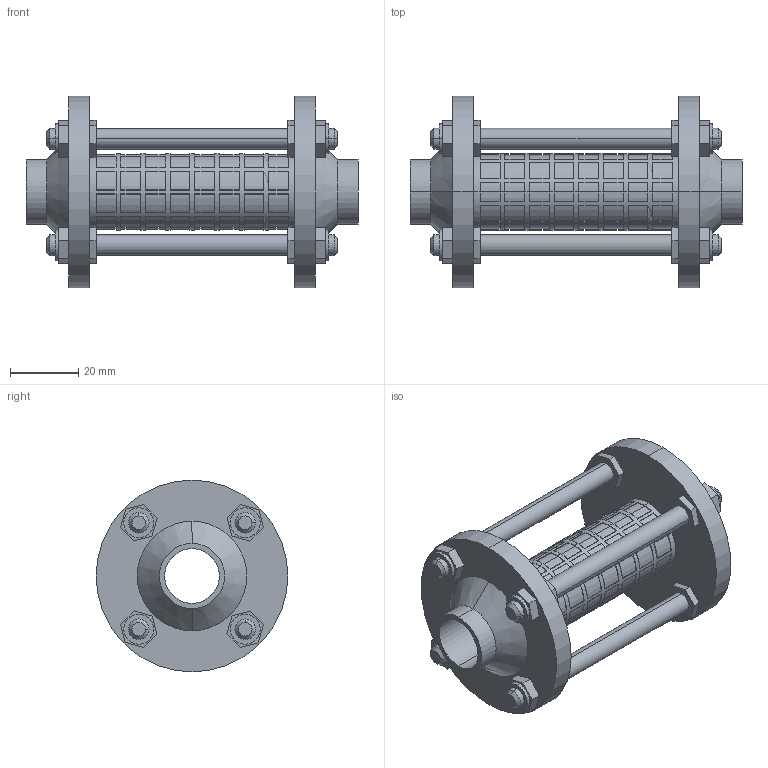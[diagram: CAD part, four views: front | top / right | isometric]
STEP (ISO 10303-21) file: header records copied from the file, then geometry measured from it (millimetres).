
FILE_DESCRIPTION (( 'STEP AP203' ), '1' );
FILE_NAME ('3D_M-7006_DN15_174601050.STEP', '2024-10-04T10:31:42', ( '' ), ( '' ), 'SwSTEP 2.0', 'SolidWorks 2024', '' );
FILE_SCHEMA (( 'CONFIG_CONTROL_DESIGN' ));
Length unit declared in the file: millimetre
Products named in the file (1): 3D_M-7006_DN15_174601050
Bounding box: 97 x 56 x 56 mm (x, y, z)
Volume: 52895.2 mm3; surface area: 33071.8 mm2
Topology: 10 solids, 10 shells, 571 faces, 1630 edges, 1080 vertices
Faces by surface type: plane 469, cylinder 82, cone 20
Entity records: 19187 total; most frequent: DIRECTION 3342, CARTESIAN_POINT 3282, ORIENTED_EDGE 3260, EDGE_CURVE 1630, AXIS2_PLACEMENT_3D 1140, VERTEX_POINT 1080, VECTOR 1062, LINE 1062
